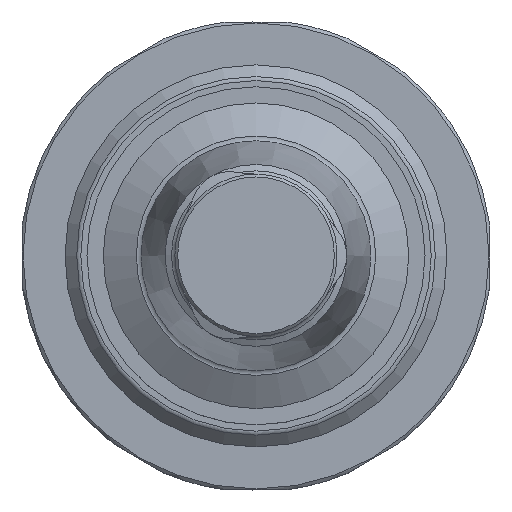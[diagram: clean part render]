
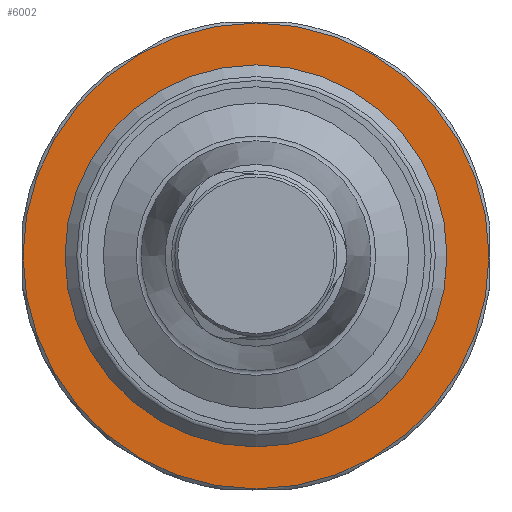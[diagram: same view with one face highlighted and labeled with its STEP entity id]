
A CAD part, top view. The second image highlights one B-rep face of the part: STEP entity #6002.
In plain terms, the highlighted planar face has unit normal (0, 0, 1).
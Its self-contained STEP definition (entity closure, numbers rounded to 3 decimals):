
#4216 = CONICAL_SURFACE('',#4217,24.4,0.785);
#4217 = AXIS2_PLACEMENT_3D('',#4218,#4219,#4220);
#4218 = CARTESIAN_POINT('',(0.,0.,-1.
    ));
#4219 = DIRECTION('',(0.,0.,-1.));
#4220 = DIRECTION('',(1.,0.,0.));
#4926 = VERTEX_POINT('',#4927);
#4927 = CARTESIAN_POINT('',(24.4,0.,-1.));
#4947 = EDGE_CURVE('',#4926,#4926,#4948,.T.);
#4948 = SURFACE_CURVE('',#4949,(#4954,#4983),.PCURVE_S1.);
#4949 = CIRCLE('',#4950,24.4);
#4950 = AXIS2_PLACEMENT_3D('',#4951,#4952,#4953);
#4951 = CARTESIAN_POINT('',(0.,0.,-1.
    ));
#4952 = DIRECTION('',(0.,0.,-1.));
#4953 = DIRECTION('',(1.,0.,0.));
#4954 = PCURVE('',#4216,#4955);
#4955 = DEFINITIONAL_REPRESENTATION('',(#4956),#4982);
#4956 = B_SPLINE_CURVE_WITH_KNOTS('',3,(#4957,#4958,#4959,#4960,#4961,
    #4962,#4963,#4964,#4965,#4966,#4967,#4968,#4969,#4970,#4971,#4972,
    #4973,#4974,#4975,#4976,#4977,#4978,#4979,#4980,#4981),
  .UNSPECIFIED.,.F.,.F.,(4,1,1,1,1,1,1,1,1,1,1,1,1,1,1,1,1,1,1,1,1,1,4),
  (0.,0.286,0.571,0.857,1.142,
    1.428,1.714,1.999,2.285,
    2.57,2.856,3.142,3.427,
    3.713,3.998,4.284,4.57,
    4.855,5.141,5.426,5.712,
    5.998,6.283),.QUASI_UNIFORM_KNOTS.);
#4957 = CARTESIAN_POINT('',(0.,0.));
#4958 = CARTESIAN_POINT('',(0.095,0.));
#4959 = CARTESIAN_POINT('',(0.286,0.));
#4960 = CARTESIAN_POINT('',(0.571,0.));
#4961 = CARTESIAN_POINT('',(0.857,0.));
#4962 = CARTESIAN_POINT('',(1.142,0.));
#4963 = CARTESIAN_POINT('',(1.428,0.));
#4964 = CARTESIAN_POINT('',(1.714,0.));
#4965 = CARTESIAN_POINT('',(1.999,0.));
#4966 = CARTESIAN_POINT('',(2.285,0.));
#4967 = CARTESIAN_POINT('',(2.57,0.));
#4968 = CARTESIAN_POINT('',(2.856,0.));
#4969 = CARTESIAN_POINT('',(3.142,0.));
#4970 = CARTESIAN_POINT('',(3.427,0.));
#4971 = CARTESIAN_POINT('',(3.713,0.));
#4972 = CARTESIAN_POINT('',(3.998,0.));
#4973 = CARTESIAN_POINT('',(4.284,0.));
#4974 = CARTESIAN_POINT('',(4.57,0.));
#4975 = CARTESIAN_POINT('',(4.855,0.));
#4976 = CARTESIAN_POINT('',(5.141,0.));
#4977 = CARTESIAN_POINT('',(5.426,0.));
#4978 = CARTESIAN_POINT('',(5.712,0.));
#4979 = CARTESIAN_POINT('',(5.998,0.));
#4980 = CARTESIAN_POINT('',(6.188,0.));
#4981 = CARTESIAN_POINT('',(6.283,0.));
#4982 = ( GEOMETRIC_REPRESENTATION_CONTEXT(2) 
PARAMETRIC_REPRESENTATION_CONTEXT() REPRESENTATION_CONTEXT('2D SPACE',''
  ) );
#4983 = PCURVE('',#4984,#4989);
#4984 = PLANE('',#4985);
#4985 = AXIS2_PLACEMENT_3D('',#4986,#4987,#4988);
#4986 = CARTESIAN_POINT('',(19.65,0.,-1.));
#4987 = DIRECTION('',(0.,0.,-1.));
#4988 = DIRECTION('',(1.,0.,0.));
#4989 = DEFINITIONAL_REPRESENTATION('',(#4990),#4994);
#4990 = CIRCLE('',#4991,24.4);
#4991 = AXIS2_PLACEMENT_2D('',#4992,#4993);
#4992 = CARTESIAN_POINT('',(-19.65,0.));
#4993 = DIRECTION('',(1.,0.));
#4994 = ( GEOMETRIC_REPRESENTATION_CONTEXT(2) 
PARAMETRIC_REPRESENTATION_CONTEXT() REPRESENTATION_CONTEXT('2D SPACE',''
  ) );
#6002 = ADVANCED_FACE('',(#6003,#6056),#4984,.F.);
#6003 = FACE_BOUND('',#6004,.T.);
#6004 = EDGE_LOOP('',(#6005));
#6005 = ORIENTED_EDGE('',*,*,#6006,.T.);
#6006 = EDGE_CURVE('',#6007,#6007,#6009,.T.);
#6007 = VERTEX_POINT('',#6008);
#6008 = CARTESIAN_POINT('',(19.65,0.,-1.));
#6009 = SURFACE_CURVE('',#6010,(#6015,#6022),.PCURVE_S1.);
#6010 = CIRCLE('',#6011,19.65);
#6011 = AXIS2_PLACEMENT_3D('',#6012,#6013,#6014);
#6012 = CARTESIAN_POINT('',(0.,0.,-1.
    ));
#6013 = DIRECTION('',(0.,0.,-1.));
#6014 = DIRECTION('',(1.,0.,0.));
#6015 = PCURVE('',#4984,#6016);
#6016 = DEFINITIONAL_REPRESENTATION('',(#6017),#6021);
#6017 = CIRCLE('',#6018,19.65);
#6018 = AXIS2_PLACEMENT_2D('',#6019,#6020);
#6019 = CARTESIAN_POINT('',(-19.65,0.));
#6020 = DIRECTION('',(1.,0.));
#6021 = ( GEOMETRIC_REPRESENTATION_CONTEXT(2) 
PARAMETRIC_REPRESENTATION_CONTEXT() REPRESENTATION_CONTEXT('2D SPACE',''
  ) );
#6022 = PCURVE('',#6023,#6028);
#6023 = TOROIDAL_SURFACE('',#6024,19.65,0.6);
#6024 = AXIS2_PLACEMENT_3D('',#6025,#6026,#6027);
#6025 = CARTESIAN_POINT('',(0.,0.,
    -0.4));
#6026 = DIRECTION('',(0.,0.,-1.));
#6027 = DIRECTION('',(1.,0.,0.));
#6028 = DEFINITIONAL_REPRESENTATION('',(#6029),#6055);
#6029 = B_SPLINE_CURVE_WITH_KNOTS('',3,(#6030,#6031,#6032,#6033,#6034,
    #6035,#6036,#6037,#6038,#6039,#6040,#6041,#6042,#6043,#6044,#6045,
    #6046,#6047,#6048,#6049,#6050,#6051,#6052,#6053,#6054),
  .UNSPECIFIED.,.F.,.F.,(4,1,1,1,1,1,1,1,1,1,1,1,1,1,1,1,1,1,1,1,1,1,4),
  (0.,0.286,0.571,0.857,1.142,
    1.428,1.714,1.999,2.285,
    2.57,2.856,3.142,3.427,
    3.713,3.998,4.284,4.57,
    4.855,5.141,5.426,5.712,
    5.998,6.283),.QUASI_UNIFORM_KNOTS.);
#6030 = CARTESIAN_POINT('',(0.,7.854));
#6031 = CARTESIAN_POINT('',(0.095,7.854));
#6032 = CARTESIAN_POINT('',(0.286,7.854));
#6033 = CARTESIAN_POINT('',(0.571,7.854));
#6034 = CARTESIAN_POINT('',(0.857,7.854));
#6035 = CARTESIAN_POINT('',(1.142,7.854));
#6036 = CARTESIAN_POINT('',(1.428,7.854));
#6037 = CARTESIAN_POINT('',(1.714,7.854));
#6038 = CARTESIAN_POINT('',(1.999,7.854));
#6039 = CARTESIAN_POINT('',(2.285,7.854));
#6040 = CARTESIAN_POINT('',(2.57,7.854));
#6041 = CARTESIAN_POINT('',(2.856,7.854));
#6042 = CARTESIAN_POINT('',(3.142,7.854));
#6043 = CARTESIAN_POINT('',(3.427,7.854));
#6044 = CARTESIAN_POINT('',(3.713,7.854));
#6045 = CARTESIAN_POINT('',(3.998,7.854));
#6046 = CARTESIAN_POINT('',(4.284,7.854));
#6047 = CARTESIAN_POINT('',(4.57,7.854));
#6048 = CARTESIAN_POINT('',(4.855,7.854));
#6049 = CARTESIAN_POINT('',(5.141,7.854));
#6050 = CARTESIAN_POINT('',(5.426,7.854));
#6051 = CARTESIAN_POINT('',(5.712,7.854));
#6052 = CARTESIAN_POINT('',(5.998,7.854));
#6053 = CARTESIAN_POINT('',(6.188,7.854));
#6054 = CARTESIAN_POINT('',(6.283,7.854));
#6055 = ( GEOMETRIC_REPRESENTATION_CONTEXT(2) 
PARAMETRIC_REPRESENTATION_CONTEXT() REPRESENTATION_CONTEXT('2D SPACE',''
  ) );
#6056 = FACE_BOUND('',#6057,.T.);
#6057 = EDGE_LOOP('',(#6058));
#6058 = ORIENTED_EDGE('',*,*,#4947,.F.);
